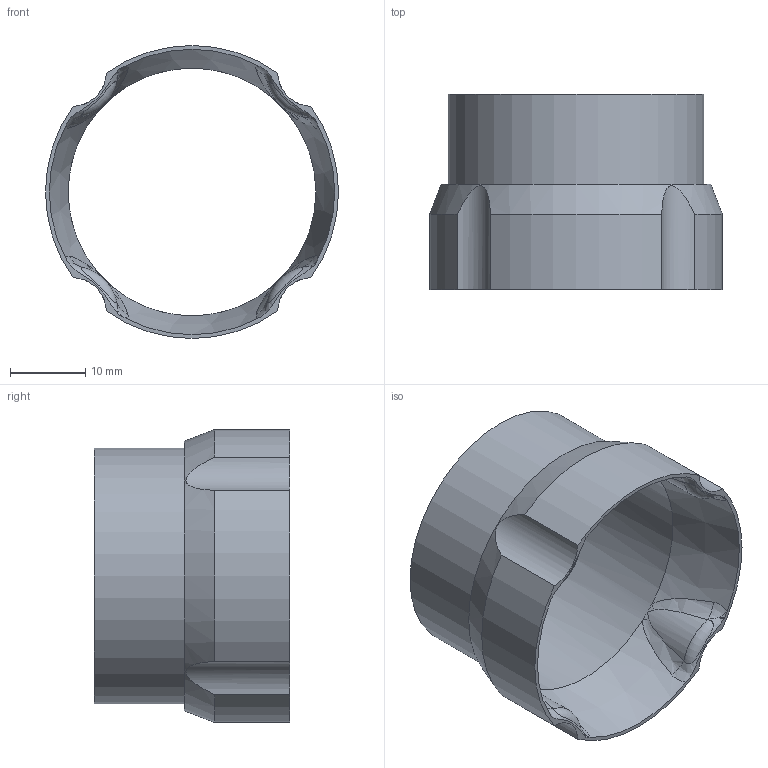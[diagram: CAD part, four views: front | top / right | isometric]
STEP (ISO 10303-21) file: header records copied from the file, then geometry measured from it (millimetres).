
FILE_DESCRIPTION(/* description */ (''),/* implementation_level */ '2;1');
FILE_NAME(/* name */ 'tube_insert_empty.step',/* time_stamp */ '2024-06-13T11:44:52+02:00',/* author */ (''),/* organization */ (''),/* preprocessor_version */ 'ST-DEVELOPER v20',/* originating_system */ 'Autodesk Translation Framework v13.14.0.145',/* authorisation */ '');
FILE_SCHEMA (('AUTOMOTIVE_DESIGN { 1 0 10303 214 3 1 1 }'));
Length unit declared in the file: millimetre
Products named in the file (1): insert V2 Empty
Bounding box: 39 x 26 x 39 mm (x, y, z)
Volume: 3605.5 mm3; surface area: 6074.2 mm2
Topology: 1 solids, 1 shells, 58 faces, 145 edges, 82 vertices
Faces by surface type: bspline 28, cylinder 18, cone 5, torus 4, plane 3
Full cylindrical faces by diameter (mm): 33 x1, 34 x1
Entity records: 3111 total; most frequent: CARTESIAN_POINT 1893, ORIENTED_EDGE 274, DIRECTION 205, EDGE_CURVE 137, AXIS2_PLACEMENT_3D 97, VERTEX_POINT 82, CIRCLE 66, EDGE_LOOP 61
